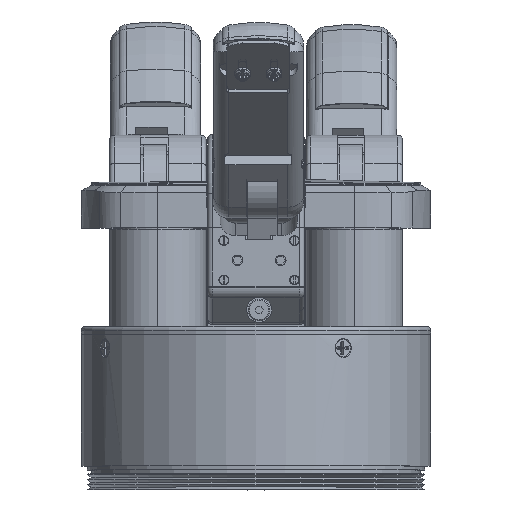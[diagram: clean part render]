
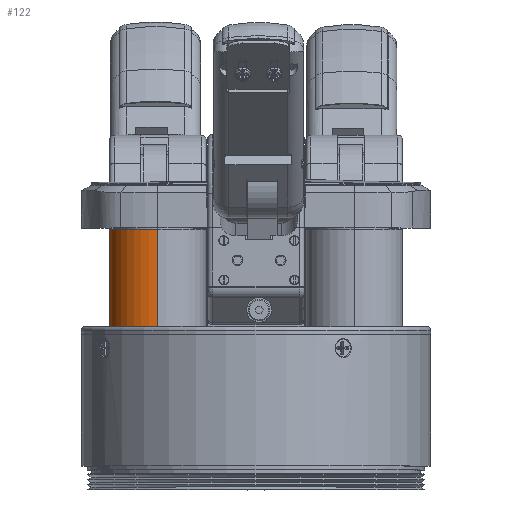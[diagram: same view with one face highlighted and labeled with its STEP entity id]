
A CAD part, top view. The second image highlights one B-rep face of the part: STEP entity #122.
In plain terms, the highlighted cylindrical face has radius 12.3 mm (diameter 24.6 mm), a partial arc.
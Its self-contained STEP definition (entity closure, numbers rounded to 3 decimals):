
#85 = VERTEX_POINT ( 'NONE', #20332 ) ;
#87 = VERTEX_POINT ( 'NONE', #20331 ) ;
#88 = EDGE_LOOP ( 'NONE', ( #117, #121, #118, #126 ) ) ;
#105 = VERTEX_POINT ( 'NONE', #20350 ) ;
#112 = EDGE_CURVE ( 'NONE', #85, #115, #20407, .T. ) ;
#114 = EDGE_CURVE ( 'NONE', #105, #85, #20435, .T. ) ;
#115 = VERTEX_POINT ( 'NONE', #20383 ) ;
#116 = EDGE_CURVE ( 'NONE', #105, #87, #20379, .T. ) ;
#117 = ORIENTED_EDGE ( 'NONE', *, *, #116, .F. ) ;
#118 = ORIENTED_EDGE ( 'NONE', *, *, #112, .T. ) ;
#121 = ORIENTED_EDGE ( 'NONE', *, *, #114, .T. ) ;
#122 = ADVANCED_FACE ( 'NONE', ( #20426 ), #20438, .T. ) ;
#126 = ORIENTED_EDGE ( 'NONE', *, *, #129, .F. ) ;
#129 = EDGE_CURVE ( 'NONE', #87, #115, #20472, .T. ) ;
#20331 = CARTESIAN_POINT ( 'NONE',  ( -12.3, 0., 0. ) ) ;
#20332 = CARTESIAN_POINT ( 'NONE',  ( 0., 24.8, 12.3 ) ) ;
#20350 = CARTESIAN_POINT ( 'NONE',  ( 0., 0., 12.3 ) ) ;
#20379 = CIRCLE ( 'NONE', #20430, 12.3 ) ;
#20380 = DIRECTION ( 'NONE',  ( 0., 0., 1. ) ) ;
#20383 = CARTESIAN_POINT ( 'NONE',  ( -12.3, 24.8, 0. ) ) ;
#20386 = CARTESIAN_POINT ( 'NONE',  ( 0., 24.8, 0. ) ) ;
#20392 = AXIS2_PLACEMENT_3D ( 'NONE', #20386, #20400, #20380 ) ;
#20400 = DIRECTION ( 'NONE',  ( 0., -1., 0. ) ) ;
#20407 = CIRCLE ( 'NONE', #20392, 12.3 ) ;
#20417 = CARTESIAN_POINT ( 'NONE',  ( 0., 0., 0. ) ) ;
#20418 = AXIS2_PLACEMENT_3D ( 'NONE', #20417, #20424, #20423 ) ;
#20423 = DIRECTION ( 'NONE',  ( 0., 0., 1. ) ) ;
#20424 = DIRECTION ( 'NONE',  ( 0., 1., 0. ) ) ;
#20426 = FACE_OUTER_BOUND ( 'NONE', #88, .T. ) ;
#20427 = DIRECTION ( 'NONE',  ( 0., 0., 1. ) ) ;
#20428 = DIRECTION ( 'NONE',  ( 0., -1., 0. ) ) ;
#20429 = CARTESIAN_POINT ( 'NONE',  ( 0., 0., 0. ) ) ;
#20430 = AXIS2_PLACEMENT_3D ( 'NONE', #20429, #20428, #20427 ) ;
#20432 = DIRECTION ( 'NONE',  ( 0., 1., 0. ) ) ;
#20433 = VECTOR ( 'NONE', #20432, 1000. ) ;
#20434 = CARTESIAN_POINT ( 'NONE',  ( 0., 0., 12.3 ) ) ;
#20435 = LINE ( 'NONE', #20434, #20433 ) ;
#20438 = CYLINDRICAL_SURFACE ( 'NONE', #20418, 12.3 ) ;
#20469 = DIRECTION ( 'NONE',  ( 0., 1., 0. ) ) ;
#20470 = VECTOR ( 'NONE', #20469, 1000. ) ;
#20471 = CARTESIAN_POINT ( 'NONE',  ( -12.3, 0., 0. ) ) ;
#20472 = LINE ( 'NONE', #20471, #20470 ) ;
